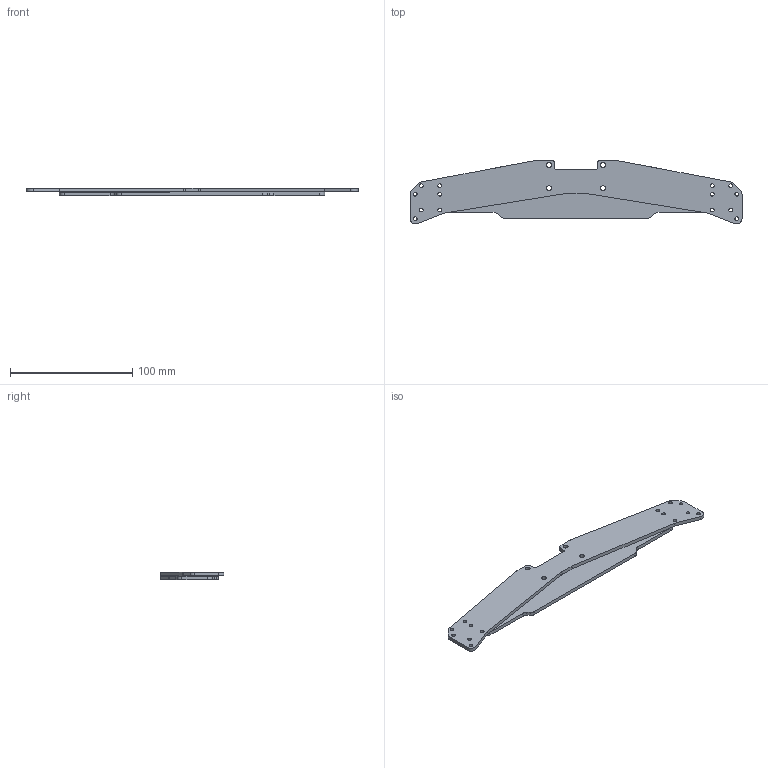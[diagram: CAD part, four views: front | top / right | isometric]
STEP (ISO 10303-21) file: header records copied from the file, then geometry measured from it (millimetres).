
FILE_DESCRIPTION(/* description */ (''),/* implementation_level */ '2;1');
FILE_NAME(/* name */ 'ALU_Z_slider.step',/* time_stamp */ '2019-12-09T12:13:02+01:00',/* author */ (''),/* organization */ (''),/* preprocessor_version */ 'ST-DEVELOPER v18',/* originating_system */ 'Autodesk Translation Framework v8.12.0.6',/* authorisation */ '');
FILE_SCHEMA (('AUTOMOTIVE_DESIGN { 1 0 10303 214 3 1 1 }'));
Length unit declared in the file: millimetre
Products named in the file (2): Z_Bridge; Verstärkung
Assembly tree (1 placements, depth 2):
  Z_Bridge
    Verstärkung
Bounding box: 271.6 x 52.29 x 6 mm (x, y, z)
Volume: 46555.3 mm3; surface area: 35545 mm2
Topology: 2 solids, 2 shells, 118 faces, 379 edges, 265 vertices
Faces by surface type: cylinder 67, plane 38, cone 13
Full cylindrical faces by diameter (mm): 3 x27, 4 x4, 8 x2
Entity records: 4522 total; most frequent: DIRECTION 818, CARTESIAN_POINT 765, ORIENTED_EDGE 758, EDGE_CURVE 379, AXIS2_PLACEMENT_3D 318, VERTEX_POINT 265, CIRCLE 197, EDGE_LOOP 184
